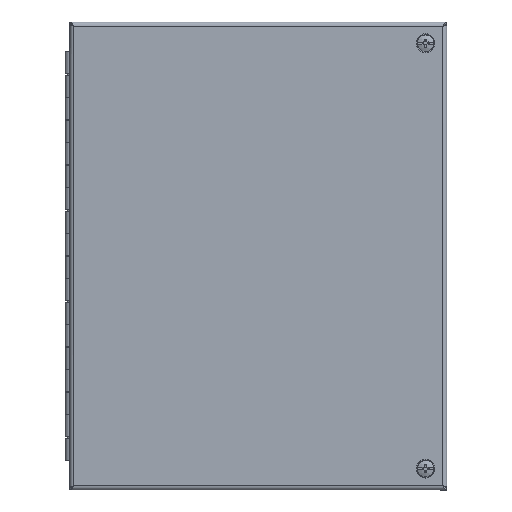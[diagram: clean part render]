
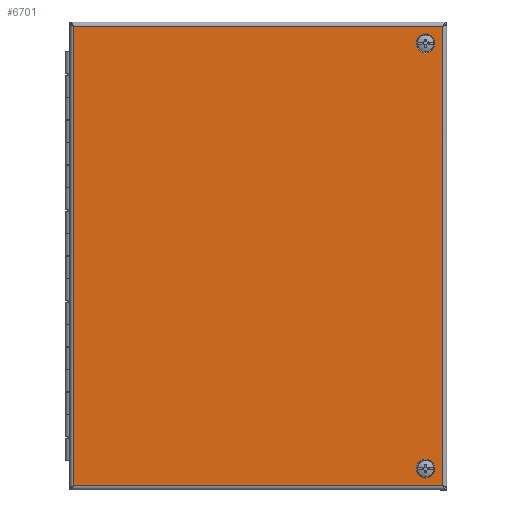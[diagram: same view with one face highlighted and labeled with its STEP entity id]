
A CAD part, top view. The second image highlights one B-rep face of the part: STEP entity #6701.
In plain terms, the highlighted planar face has unit normal (0, 0, 1).
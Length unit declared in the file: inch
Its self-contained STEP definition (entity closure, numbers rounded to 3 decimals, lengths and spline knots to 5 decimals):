
#326=FACE_BOUND('',#1228,.T.);
#327=FACE_BOUND('',#1229,.T.);
#502=PLANE('',#7395);
#813=FACE_OUTER_BOUND('',#1227,.T.);
#1227=EDGE_LOOP('',(#5521,#5522,#5523,#5524));
#1228=EDGE_LOOP('',(#5525));
#1229=EDGE_LOOP('',(#5526));
#1784=LINE('',#11033,#2382);
#1816=LINE('',#11391,#2414);
#1820=LINE('',#11407,#2418);
#1821=LINE('',#11411,#2419);
#2382=VECTOR('',#8734,0.3937);
#2414=VECTOR('',#8796,0.3937);
#2418=VECTOR('',#8816,0.3937);
#2419=VECTOR('',#8823,0.3937);
#2666=CIRCLE('',#7385,0.14063);
#2668=CIRCLE('',#7388,0.14063);
#3112=VERTEX_POINT('',#10903);
#3132=VERTEX_POINT('',#11032);
#3143=VERTEX_POINT('',#11131);
#3153=VERTEX_POINT('',#11327);
#3154=VERTEX_POINT('',#11393);
#3156=VERTEX_POINT('',#11399);
#3926=EDGE_CURVE('',#3132,#3112,#1784,.T.);
#3976=EDGE_CURVE('',#3143,#3153,#1816,.T.);
#3977=EDGE_CURVE('',#3154,#3154,#2666,.T.);
#3980=EDGE_CURVE('',#3156,#3156,#2668,.T.);
#3984=EDGE_CURVE('',#3112,#3143,#1820,.T.);
#3985=EDGE_CURVE('',#3153,#3132,#1821,.T.);
#5521=ORIENTED_EDGE('',*,*,#3926,.T.);
#5522=ORIENTED_EDGE('',*,*,#3984,.T.);
#5523=ORIENTED_EDGE('',*,*,#3976,.T.);
#5524=ORIENTED_EDGE('',*,*,#3985,.T.);
#5525=ORIENTED_EDGE('',*,*,#3977,.T.);
#5526=ORIENTED_EDGE('',*,*,#3980,.T.);
#6701=ADVANCED_FACE('',(#813,#326,#327),#502,.T.);
#7385=AXIS2_PLACEMENT_3D('',#11394,#8799,#8800);
#7388=AXIS2_PLACEMENT_3D('',#11400,#8806,#8807);
#7395=AXIS2_PLACEMENT_3D('',#11412,#8824,#8825);
#8734=DIRECTION('',(0.,-1.,0.));
#8796=DIRECTION('',(0.,1.,0.));
#8799=DIRECTION('center_axis',(0.,0.,-1.));
#8800=DIRECTION('ref_axis',(-1.,0.,0.));
#8806=DIRECTION('center_axis',(0.,0.,-1.));
#8807=DIRECTION('ref_axis',(-1.,0.,0.));
#8816=DIRECTION('',(1.,0.,0.));
#8823=DIRECTION('',(-1.,0.,0.));
#8824=DIRECTION('center_axis',(0.,0.,1.));
#8825=DIRECTION('ref_axis',(1.,0.,0.));
#10903=CARTESIAN_POINT('',(-4.066,-5.066,0.059));
#11032=CARTESIAN_POINT('',(-4.066,5.066,0.059));
#11033=CARTESIAN_POINT('',(-4.066,2.533,0.059));
#11131=CARTESIAN_POINT('',(4.066,-5.066,0.059));
#11327=CARTESIAN_POINT('',(4.066,5.066,0.059));
#11391=CARTESIAN_POINT('',(4.066,-2.533,0.059));
#11393=CARTESIAN_POINT('',(3.82813,-4.6875,0.059));
#11394=CARTESIAN_POINT('Origin',(3.6875,-4.6875,0.059));
#11399=CARTESIAN_POINT('',(3.82813,4.6875,0.059));
#11400=CARTESIAN_POINT('Origin',(3.6875,4.6875,0.059));
#11407=CARTESIAN_POINT('',(-2.033,-5.066,0.059));
#11411=CARTESIAN_POINT('',(2.033,5.066,0.059));
#11412=CARTESIAN_POINT('Origin',(0.,0.,
0.059));
